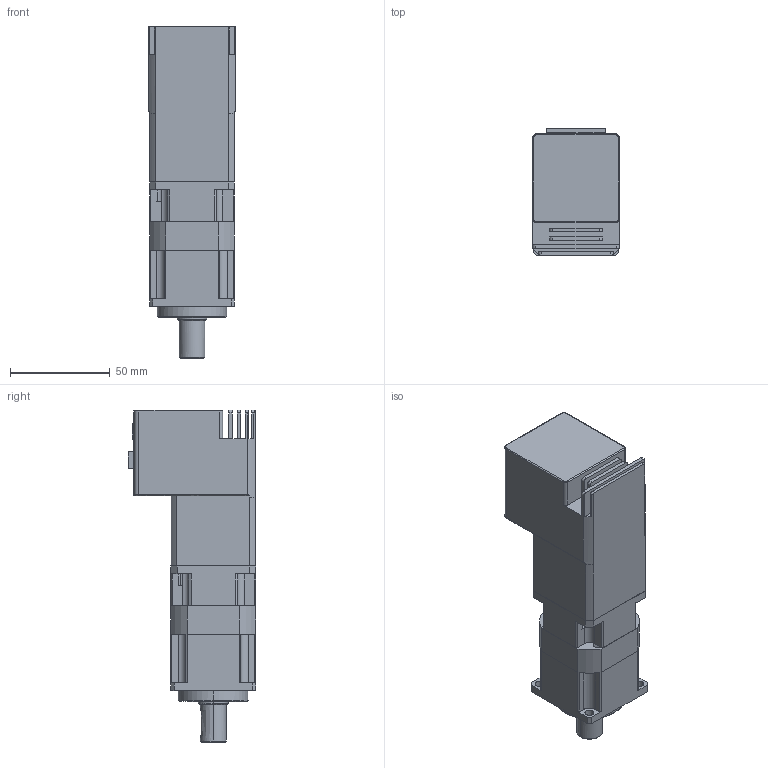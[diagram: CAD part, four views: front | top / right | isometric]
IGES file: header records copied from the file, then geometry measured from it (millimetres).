
Start section: SolidWorks IGES file using analytic representation for surfaces
Bounding box: 43.53 x 63.9 x 166.75 mm (x, y, z)
Volume: 169715.5 mm3; surface area: 48541.7 mm2
Topology: 1 solids, 1 shells, 351 faces, 3904 edges, 3778 vertices
Faces by surface type: revolution 179, bspline 86, plane 86
